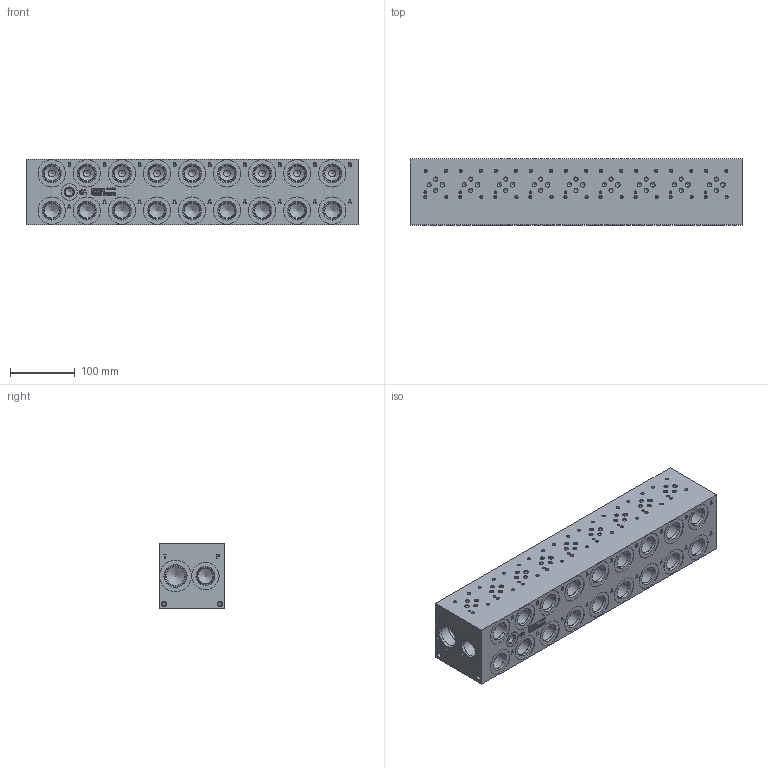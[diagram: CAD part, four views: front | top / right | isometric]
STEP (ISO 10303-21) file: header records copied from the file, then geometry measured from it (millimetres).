
FILE_DESCRIPTION(/* description */ (''),/* implementation_level */ '2;1');
FILE_NAME(/* name */ '_D03HP092S.stp',/* time_stamp */ '2022-10-14T09:17:50-04:00',/* author */ ('bobbyh'),/* organization */ (''),/* preprocessor_version */ 'ST-DEVELOPER v18',/* originating_system */ 'Autodesk Inventor 2020',/* authorisation */ '');
FILE_SCHEMA (('AUTOMOTIVE_DESIGN { 1 0 10303 214 3 1 1 }'));
Length unit declared in the file: millimetre
Products named in the file (1): Part_AD03HP092S_3D
Bounding box: 511.18 x 101.6 x 101.6 mm (x, y, z)
Volume: 4841647.8 mm3; surface area: 300805.1 mm2
Topology: 1 solids, 1 shells, 1306 faces, 3572 edges, 2435 vertices
Faces by surface type: plane 599, bspline 269, cylinder 250, cone 188
Full cylindrical faces by diameter (mm): 3.785 x36, 3.962 x9, 4.826 x36, 6.35 x27, 6.528 x4, 7.137 x9, 7.925 x4, 10.719 x9, 12.294 x1, 12.9 x1, 14.275 x1, 14.529 x1, 23.012 x20, 24.917 x20, 25.019 x1, 26.99 x2, 27 x18, 27.432 x20, 28.575 x2, 31.267 x2, 33.34 x1, 33.35 x1, 33.757 x2, 35.509 x1, 42.037 x20, 49.124 x2
Entity records: 43449 total; most frequent: CARTESIAN_POINT 10703, ORIENTED_EDGE 6928, DIRECTION 5931, EDGE_CURVE 3464, VERTEX_POINT 2435, LINE 1997, VECTOR 1997, AXIS2_PLACEMENT_3D 1967
